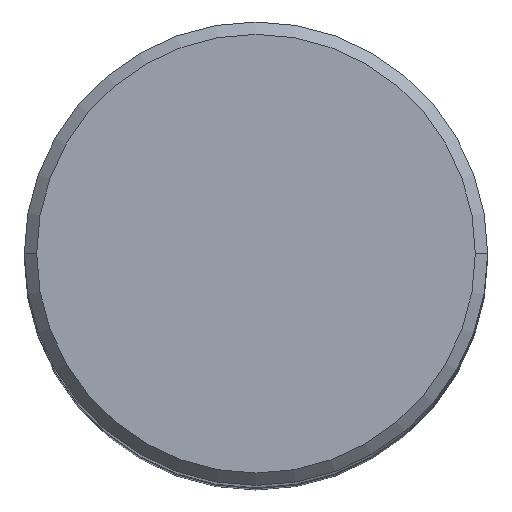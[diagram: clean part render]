
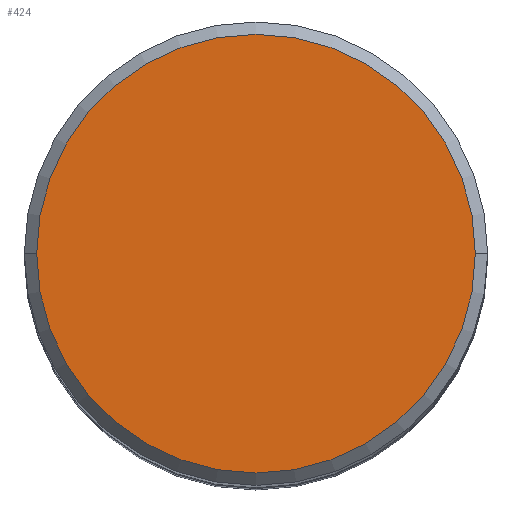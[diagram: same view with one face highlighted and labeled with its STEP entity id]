
A CAD part, top view. The second image highlights one B-rep face of the part: STEP entity #424.
In plain terms, the highlighted planar face has unit normal (0, 0, 1).
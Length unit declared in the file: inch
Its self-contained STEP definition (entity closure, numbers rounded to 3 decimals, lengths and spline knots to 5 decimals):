
#66 = CARTESIAN_POINT ( 'NONE',  ( 0., 0., 0. ) ) ;
#81 = CARTESIAN_POINT ( 'NONE',  ( 0., 0.355, 0. ) ) ;
#95 = VERTEX_POINT ( 'NONE', #191 ) ;
#99 = DIRECTION ( 'NONE',  ( 1., 0., 0. ) ) ;
#121 = ORIENTED_EDGE ( 'NONE', *, *, #155, .T. ) ;
#139 = CARTESIAN_POINT ( 'NONE',  ( 0., 0., 0. ) ) ;
#155 = EDGE_CURVE ( 'NONE', #241, #95, #556, .T. ) ;
#191 = CARTESIAN_POINT ( 'NONE',  ( -0.355, 0., 0. ) ) ;
#201 = DIRECTION ( 'NONE',  ( 1., 0., 0. ) ) ;
#210 = DIRECTION ( 'NONE',  ( -1., 0., 0. ) ) ;
#212 = DIRECTION ( 'NONE',  ( 0., 0., -1. ) ) ;
#232 = DIRECTION ( 'NONE',  ( 0., 0., 1. ) ) ;
#233 = EDGE_LOOP ( 'NONE', ( #397, #121 ) ) ;
#241 = VERTEX_POINT ( 'NONE', #553 ) ;
#297 = FACE_OUTER_BOUND ( 'NONE', #233, .T. ) ;
#314 = AXIS2_PLACEMENT_3D ( 'NONE', #139, #497, #99 ) ;
#331 = AXIS2_PLACEMENT_3D ( 'NONE', #81, #212, #210 ) ;
#369 = EDGE_CURVE ( 'NONE', #95, #241, #435, .T. ) ;
#387 = PLANE ( 'NONE',  #331 ) ;
#397 = ORIENTED_EDGE ( 'NONE', *, *, #369, .T. ) ;
#400 = AXIS2_PLACEMENT_3D ( 'NONE', #66, #232, #201 ) ;
#424 = ADVANCED_FACE ( 'NONE', ( #297 ), #387, .F. ) ;
#435 = CIRCLE ( 'NONE', #400, 0.355 ) ;
#497 = DIRECTION ( 'NONE',  ( 0., 0., 1. ) ) ;
#553 = CARTESIAN_POINT ( 'NONE',  ( 0.355, 0., 0. ) ) ;
#556 = CIRCLE ( 'NONE', #314, 0.355 ) ;
